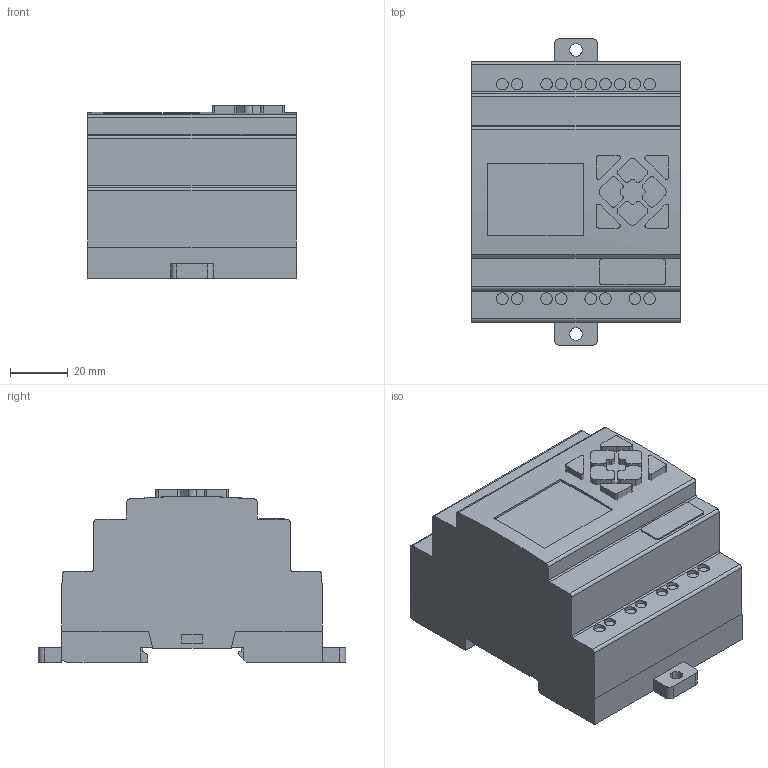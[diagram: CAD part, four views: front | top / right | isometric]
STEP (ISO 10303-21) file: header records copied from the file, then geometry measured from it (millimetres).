
FILE_DESCRIPTION((''),'2;1');
FILE_NAME('3d_LRD12RA024.stp','2012-10-10T14:16:55',(''),(''),'Mechanical Desktop 2011','Mechanical Desktop 2011',', , ');
FILE_SCHEMA(('CONFIG_CONTROL_DESIGN'));
Length unit declared in the file: millimetre
Products named in the file (1): Product
Bounding box: 72 x 106 x 59.58 mm (x, y, z)
Volume: 304513.3 mm3; surface area: 43441.7 mm2
Topology: 15 solids, 15 shells, 248 faces, 613 edges, 416 vertices
Faces by surface type: plane 147, cylinder 91, bspline 10
Entity records: 7554 total; most frequent: CARTESIAN_POINT 1364, DIRECTION 1305, ORIENTED_EDGE 1226, EDGE_CURVE 613, AXIS2_PLACEMENT_3D 453, VERTEX_POINT 416, VECTOR 399, LINE 399
